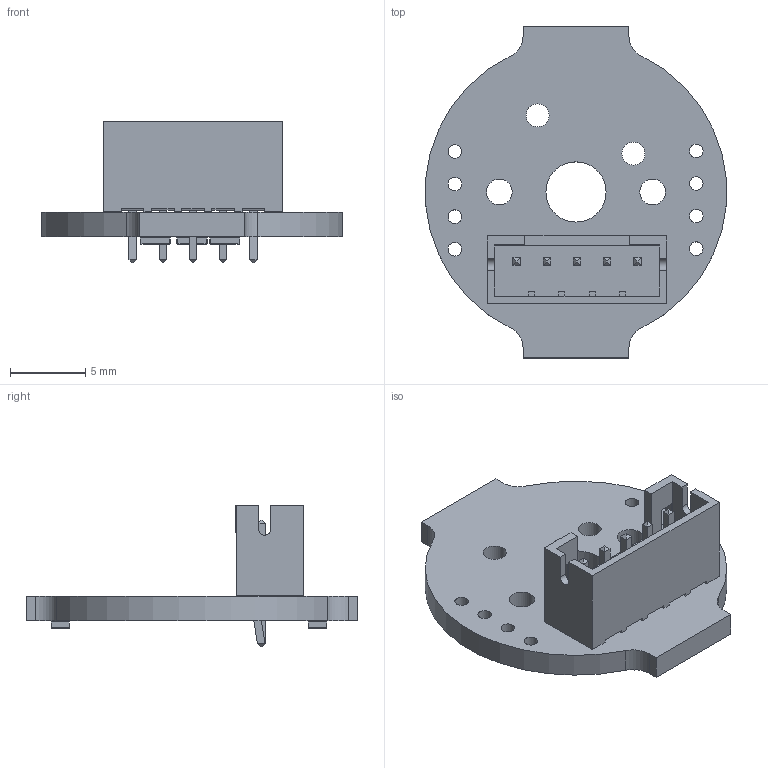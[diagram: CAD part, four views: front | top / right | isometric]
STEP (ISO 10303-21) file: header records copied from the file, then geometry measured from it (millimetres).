
FILE_DESCRIPTION(('KiCad electronic assembly'),'2;1');
FILE_NAME('ckc-mx.step','2023-06-19T18:26:50',('Pcbnew'),('Kicad'), 'Open CASCADE STEP processor 7.6','KiCad to STEP converter','Unknown' );
FILE_SCHEMA(('AUTOMOTIVE_DESIGN { 1 0 10303 214 1 1 1 1 }'));
Length unit declared in the file: millimetre
Products named in the file (6): ckc-mx 1; JST_PH_B5B-PH-K_1x05_P2.00mm_Vertical; SOLID; R_0805_2012Metric; ckc-mx PCB
Assembly tree (7 placements, depth 3):
  ckc-mx 1
    JST_PH_B5B-PH-K_1x05_P2.00mm_Vertical
      SOLID
    R_0805_2012Metric  x3
      SOLID
    ckc-mx PCB
Bounding box: 19.93 x 22 x 9.4 mm (x, y, z)
Volume: 639.2 mm3; surface area: 1291.3 mm2
Topology: 5 solids, 5 shells, 287 faces, 760 edges, 492 vertices
Faces by surface type: plane 237, cylinder 50
Full cylindrical faces by diameter (mm): 0.75 x5, 0.9 x8, 1.524 x2, 1.702 x2, 3.988 x1
Entity records: 16936 total; most frequent: CARTESIAN_POINT 2573, DIRECTION 2417, LINE 1736, VECTOR 1736, ORIENTED_EDGE 1248, PCURVE 1248, DEFINITIONAL_REPRESENTATION 1248, EDGE_CURVE 624
